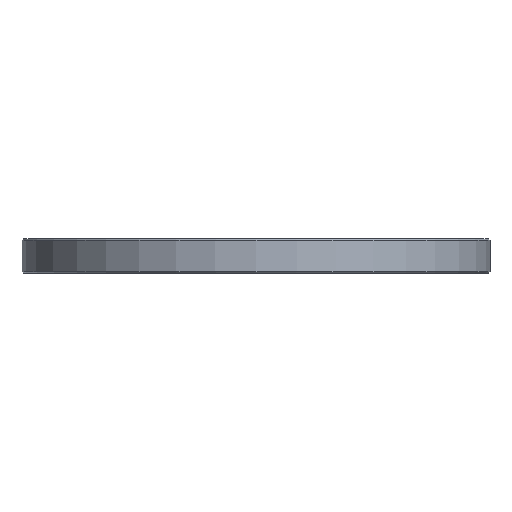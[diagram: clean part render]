
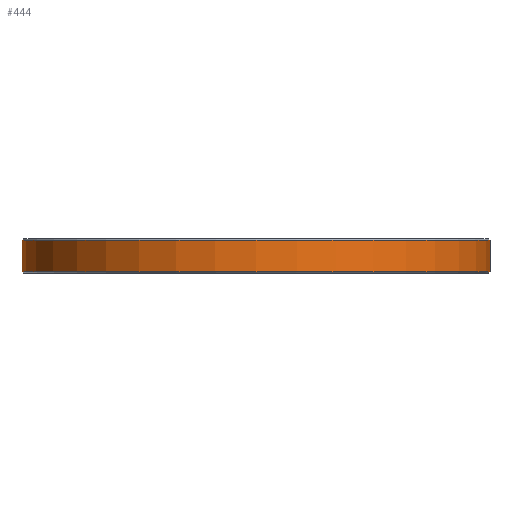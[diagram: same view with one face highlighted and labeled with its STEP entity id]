
A CAD part, front view. The second image highlights one B-rep face of the part: STEP entity #444.
In plain terms, the highlighted cylindrical face has radius 82.5 mm (diameter 165 mm), a partial arc.
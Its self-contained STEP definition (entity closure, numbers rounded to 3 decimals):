
#26 = CIRCLE ( 'NONE', #595, 82.5 ) ;
#50 = DIRECTION ( 'NONE',  ( 0., 0., 1. ) ) ;
#130 = CARTESIAN_POINT ( 'NONE',  ( 0., 0., -11.5 ) ) ;
#185 = DIRECTION ( 'NONE',  ( 0., 0., 1. ) ) ;
#211 = DIRECTION ( 'NONE',  ( 1., 0., 0. ) ) ;
#252 = CARTESIAN_POINT ( 'NONE',  ( 0., 0., -0.5 ) ) ;
#282 = DIRECTION ( 'NONE',  ( 0., 0., 1. ) ) ;
#289 = DIRECTION ( 'NONE',  ( 1., 0., 0. ) ) ;
#392 = EDGE_CURVE ( 'NONE', #808, #1308, #797, .T. ) ;
#444 = ADVANCED_FACE ( 'NONE', ( #790 ), #754, .T. ) ;
#536 = AXIS2_PLACEMENT_3D ( 'NONE', #252, #282, #289 ) ;
#595 = AXIS2_PLACEMENT_3D ( 'NONE', #130, #185, #211 ) ;
#699 = EDGE_CURVE ( 'NONE', #1311, #883, #902, .T. ) ;
#713 = CARTESIAN_POINT ( 'NONE',  ( -82.5, 0., 0. ) ) ;
#718 = DIRECTION ( 'NONE',  ( 0., 0., 1. ) ) ;
#754 = CYLINDRICAL_SURFACE ( 'NONE', #1389, 82.5 ) ;
#772 = VECTOR ( 'NONE', #1204, 1000. ) ;
#790 = FACE_OUTER_BOUND ( 'NONE', #1743, .T. ) ;
#797 = LINE ( 'NONE', #713, #980 ) ;
#802 = CARTESIAN_POINT ( 'NONE',  ( 82.5, 0., -11.5 ) ) ;
#808 = VERTEX_POINT ( 'NONE', #1464 ) ;
#829 = CARTESIAN_POINT ( 'NONE',  ( -82.5, 0., -0.5 ) ) ;
#883 = VERTEX_POINT ( 'NONE', #1519 ) ;
#902 = LINE ( 'NONE', #1205, #772 ) ;
#980 = VECTOR ( 'NONE', #718, 1000. ) ;
#988 = EDGE_CURVE ( 'NONE', #808, #1311, #26, .T. ) ;
#995 = EDGE_CURVE ( 'NONE', #1308, #883, #1569, .T. ) ;
#1204 = DIRECTION ( 'NONE',  ( 0., 0., 1. ) ) ;
#1205 = CARTESIAN_POINT ( 'NONE',  ( 82.5, 0., 0. ) ) ;
#1308 = VERTEX_POINT ( 'NONE', #829 ) ;
#1311 = VERTEX_POINT ( 'NONE', #802 ) ;
#1318 = ORIENTED_EDGE ( 'NONE', *, *, #988, .T. ) ;
#1389 = AXIS2_PLACEMENT_3D ( 'NONE', #1617, #50, #1648 ) ;
#1418 = ORIENTED_EDGE ( 'NONE', *, *, #392, .F. ) ;
#1464 = CARTESIAN_POINT ( 'NONE',  ( -82.5, 0., -11.5 ) ) ;
#1519 = CARTESIAN_POINT ( 'NONE',  ( 82.5, 0., -0.5 ) ) ;
#1569 = CIRCLE ( 'NONE', #536, 82.5 ) ;
#1590 = ORIENTED_EDGE ( 'NONE', *, *, #995, .F. ) ;
#1617 = CARTESIAN_POINT ( 'NONE',  ( 0., 0., 0. ) ) ;
#1648 = DIRECTION ( 'NONE',  ( 1., 0., 0. ) ) ;
#1743 = EDGE_LOOP ( 'NONE', ( #1418, #1318, #1746, #1590 ) ) ;
#1746 = ORIENTED_EDGE ( 'NONE', *, *, #699, .T. ) ;
